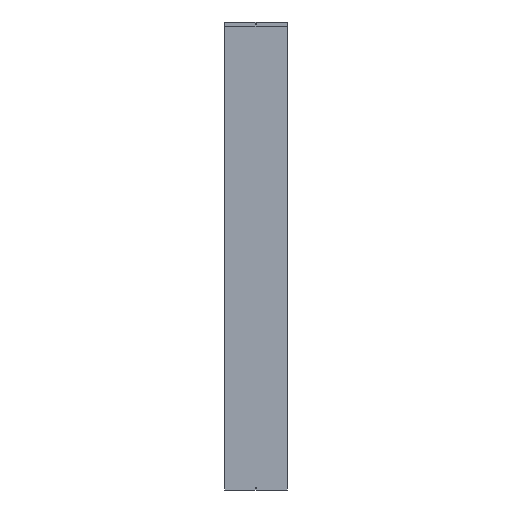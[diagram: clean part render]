
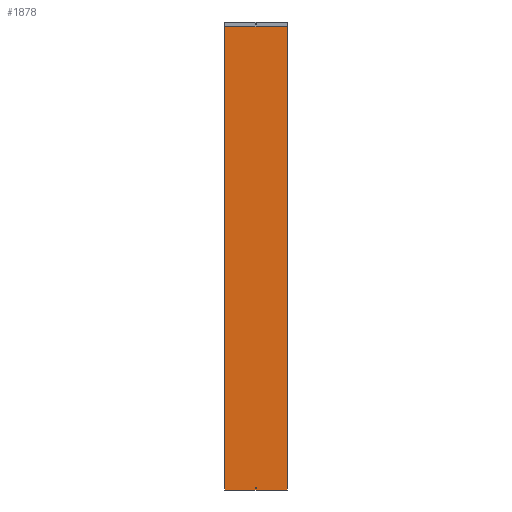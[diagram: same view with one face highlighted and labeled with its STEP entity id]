
A CAD part, front view. The second image highlights one B-rep face of the part: STEP entity #1878.
In plain terms, the highlighted planar face has unit normal (0, -1, 0).
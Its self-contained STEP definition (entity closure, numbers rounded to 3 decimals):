
#48 = EDGE_CURVE ( 'NONE', #359, #353, #495, .T. ) ;
#51 = EDGE_CURVE ( 'NONE', #1633, #1633, #500, .T. ) ;
#52 = EDGE_CURVE ( 'NONE', #359, #406, #503, .T. ) ;
#53 = EDGE_CURVE ( 'NONE', #353, #396, #498, .T. ) ;
#54 = EDGE_CURVE ( 'NONE', #406, #396, #506, .T. ) ;
#123 = AXIS2_PLACEMENT_3D ( 'NONE', #949, #945, #1220 ) ;
#215 = AXIS2_PLACEMENT_3D ( 'NONE', #1850, #1851, #1852 ) ;
#283 = EDGE_LOOP ( 'NONE', ( #1463 ) ) ;
#344 = EDGE_LOOP ( 'NONE', ( #1464, #1465, #1466, #1467 ) ) ;
#353 = VERTEX_POINT ( 'NONE', #1060 ) ;
#359 = VERTEX_POINT ( 'NONE', #1082 ) ;
#396 = VERTEX_POINT ( 'NONE', #1119 ) ;
#406 = VERTEX_POINT ( 'NONE', #1129 ) ;
#495 = LINE ( 'NONE', #1835, #497 ) ;
#497 = VECTOR ( 'NONE', #1836, 1000. ) ;
#498 = LINE ( 'NONE', #1854, #504 ) ;
#500 = CIRCLE ( 'NONE', #215, 3.5 ) ;
#503 = LINE ( 'NONE', #1845, #505 ) ;
#504 = VECTOR ( 'NONE', #1847, 1000. ) ;
#505 = VECTOR ( 'NONE', #1853, 1000. ) ;
#506 = LINE ( 'NONE', #558, #508 ) ;
#508 = VECTOR ( 'NONE', #560, 1000. ) ;
#558 = CARTESIAN_POINT ( 'NONE',  ( 200., 0., 2969. ) ) ;
#560 = DIRECTION ( 'NONE',  ( 0., 0., -1. ) ) ;
#945 = DIRECTION ( 'NONE',  ( 0., 1., 0. ) ) ;
#949 = CARTESIAN_POINT ( 'NONE',  ( -200., 0., 2969. ) ) ;
#1060 = CARTESIAN_POINT ( 'NONE',  ( -200., 0., 0. ) ) ;
#1082 = CARTESIAN_POINT ( 'NONE',  ( -200., 0., 2968. ) ) ;
#1119 = CARTESIAN_POINT ( 'NONE',  ( 200., 0., 0. ) ) ;
#1129 = CARTESIAN_POINT ( 'NONE',  ( 200., 0., 2968. ) ) ;
#1218 = PLANE ( 'NONE',  #123 ) ;
#1220 = DIRECTION ( 'NONE',  ( 0., 0., 1. ) ) ;
#1234 = CARTESIAN_POINT ( 'NONE',  ( 0., 0., 18.5 ) ) ;
#1463 = ORIENTED_EDGE ( 'NONE', *, *, #51, .F. ) ;
#1464 = ORIENTED_EDGE ( 'NONE', *, *, #54, .F. ) ;
#1465 = ORIENTED_EDGE ( 'NONE', *, *, #52, .F. ) ;
#1466 = ORIENTED_EDGE ( 'NONE', *, *, #48, .T. ) ;
#1467 = ORIENTED_EDGE ( 'NONE', *, *, #53, .T. ) ;
#1627 = FACE_BOUND ( 'NONE', #283, .T. ) ;
#1630 = FACE_OUTER_BOUND ( 'NONE', #344, .T. ) ;
#1633 = VERTEX_POINT ( 'NONE', #1234 ) ;
#1835 = CARTESIAN_POINT ( 'NONE',  ( -200., 0., 2969. ) ) ;
#1836 = DIRECTION ( 'NONE',  ( 0., 0., -1. ) ) ;
#1845 = CARTESIAN_POINT ( 'NONE',  ( -200., 0., 2968. ) ) ;
#1847 = DIRECTION ( 'NONE',  ( 1., 0., 0. ) ) ;
#1850 = CARTESIAN_POINT ( 'NONE',  ( 0., 0., 15. ) ) ;
#1851 = DIRECTION ( 'NONE',  ( 0., -1., 0. ) ) ;
#1852 = DIRECTION ( 'NONE',  ( 0., 0., 1. ) ) ;
#1853 = DIRECTION ( 'NONE',  ( 1., 0., 0. ) ) ;
#1854 = CARTESIAN_POINT ( 'NONE',  ( -200., 0., 0. ) ) ;
#1878 = ADVANCED_FACE ( 'NONE', ( #1627, #1630 ), #1218, .F. ) ;
